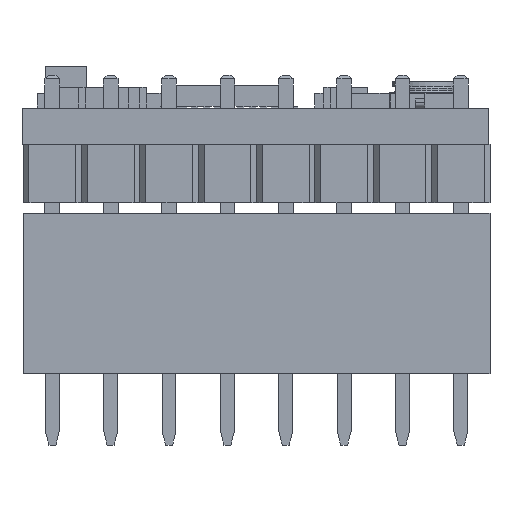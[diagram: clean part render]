
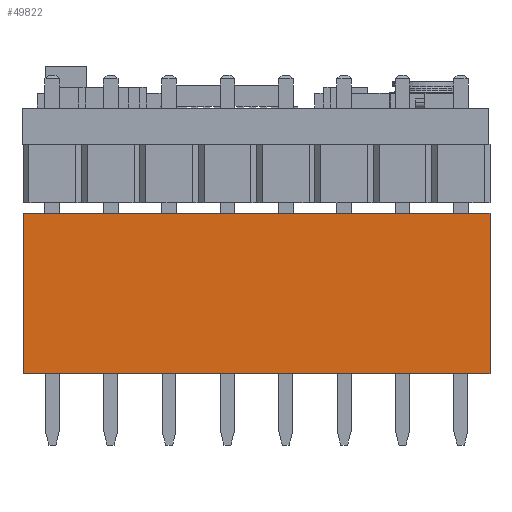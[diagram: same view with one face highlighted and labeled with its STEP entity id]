
A CAD part, left-side view. The second image highlights one B-rep face of the part: STEP entity #49822.
In plain terms, the highlighted planar face has unit normal (-1, 0, 0).
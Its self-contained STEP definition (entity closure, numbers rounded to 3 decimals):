
#48799 = VERTEX_POINT('',#48800);
#48800 = CARTESIAN_POINT('',(-1.27,-19.05,0.));
#48808 = EDGE_CURVE('',#48799,#48809,#48811,.T.);
#48809 = VERTEX_POINT('',#48810);
#48810 = CARTESIAN_POINT('',(-1.27,-19.05,7.));
#48811 = LINE('',#48812,#48813);
#48812 = CARTESIAN_POINT('',(-1.27,-19.05,0.));
#48813 = VECTOR('',#48814,1.);
#48814 = DIRECTION('',(0.,0.,1.));
#48871 = VERTEX_POINT('',#48872);
#48872 = CARTESIAN_POINT('',(-1.27,1.27,7.));
#48878 = EDGE_CURVE('',#48879,#48871,#48881,.T.);
#48879 = VERTEX_POINT('',#48880);
#48880 = CARTESIAN_POINT('',(-1.27,1.27,0.));
#48881 = LINE('',#48882,#48883);
#48882 = CARTESIAN_POINT('',(-1.27,1.27,0.));
#48883 = VECTOR('',#48884,1.);
#48884 = DIRECTION('',(0.,0.,1.));
#48943 = EDGE_CURVE('',#48871,#48809,#48944,.T.);
#48944 = LINE('',#48945,#48946);
#48945 = CARTESIAN_POINT('',(-1.27,1.27,7.));
#48946 = VECTOR('',#48947,1.);
#48947 = DIRECTION('',(0.,-1.,0.));
#49237 = EDGE_CURVE('',#48879,#48799,#49238,.T.);
#49238 = LINE('',#49239,#49240);
#49239 = CARTESIAN_POINT('',(-1.27,1.27,0.));
#49240 = VECTOR('',#49241,1.);
#49241 = DIRECTION('',(0.,-1.,0.));
#49822 = ADVANCED_FACE('',(#49823),#49829,.F.);
#49823 = FACE_BOUND('',#49824,.F.);
#49824 = EDGE_LOOP('',(#49825,#49826,#49827,#49828));
#49825 = ORIENTED_EDGE('',*,*,#48878,.T.);
#49826 = ORIENTED_EDGE('',*,*,#48943,.T.);
#49827 = ORIENTED_EDGE('',*,*,#48808,.F.);
#49828 = ORIENTED_EDGE('',*,*,#49237,.F.);
#49829 = PLANE('',#49830);
#49830 = AXIS2_PLACEMENT_3D('',#49831,#49832,#49833);
#49831 = CARTESIAN_POINT('',(-1.27,1.27,0.));
#49832 = DIRECTION('',(1.,0.,0.));
#49833 = DIRECTION('',(0.,-1.,0.));
